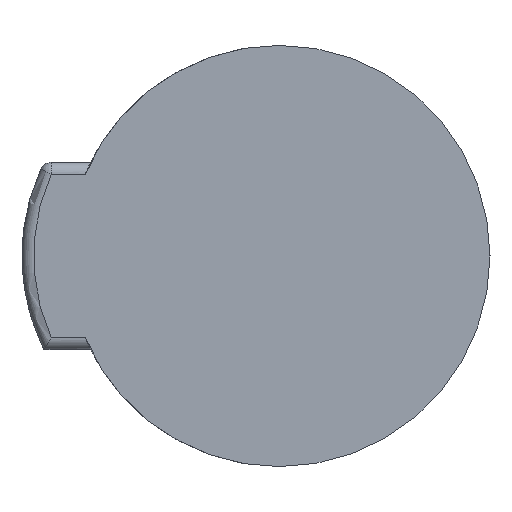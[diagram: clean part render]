
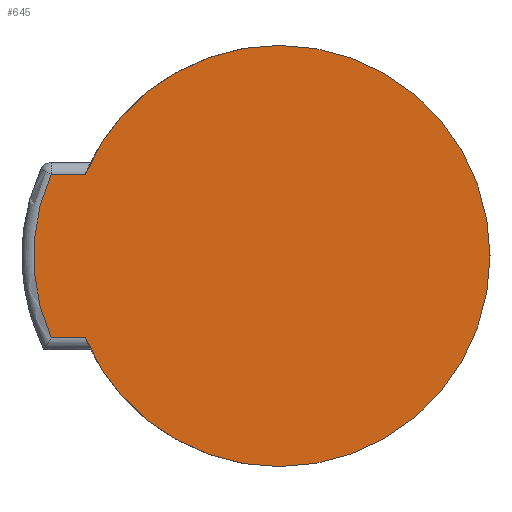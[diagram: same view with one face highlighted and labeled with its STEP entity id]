
A CAD part, left-side view. The second image highlights one B-rep face of the part: STEP entity #645.
In plain terms, the highlighted planar face has unit normal (-1, 0, 0).
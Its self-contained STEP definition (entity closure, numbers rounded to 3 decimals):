
#107 = CIRCLE ( 'NONE', #1380, 17. ) ;
#126 = EDGE_CURVE ( 'NONE', #388, #1586, #785, .T. ) ;
#134 = CARTESIAN_POINT ( 'NONE',  ( 0., 0., 0. ) ) ;
#194 = CARTESIAN_POINT ( 'NONE',  ( 0., 0., -18. ) ) ;
#209 = CARTESIAN_POINT ( 'NONE',  ( 0., 0., 0. ) ) ;
#224 = AXIS2_PLACEMENT_3D ( 'NONE', #830, #1489, #1329 ) ;
#261 = ORIENTED_EDGE ( 'NONE', *, *, #1276, .F. ) ;
#271 = VECTOR ( 'NONE', #1654, 1000. ) ;
#383 = DIRECTION ( 'NONE',  ( 0., 0., -1. ) ) ;
#388 = VERTEX_POINT ( 'NONE', #194 ) ;
#501 = VERTEX_POINT ( 'NONE', #1175 ) ;
#516 = DIRECTION ( 'NONE',  ( 0., 0., -1. ) ) ;
#535 = CARTESIAN_POINT ( 'NONE',  ( 0., 16.583, 7. ) ) ;
#566 = ORIENTED_EDGE ( 'NONE', *, *, #614, .T. ) ;
#590 = VERTEX_POINT ( 'NONE', #1351 ) ;
#610 = EDGE_LOOP ( 'NONE', ( #1481, #1385, #723, #261, #566, #1647 ) ) ;
#611 = LINE ( 'NONE', #1119, #271 ) ;
#614 = EDGE_CURVE ( 'NONE', #1410, #916, #1093, .T. ) ;
#620 = VECTOR ( 'NONE', #1196, 1000. ) ;
#645 = ADVANCED_FACE ( 'NONE', ( #835 ), #1461, .F. ) ;
#660 = DIRECTION ( 'NONE',  ( 1., 0., 0. ) ) ;
#673 = AXIS2_PLACEMENT_3D ( 'NONE', #1018, #1149, #516 ) ;
#722 = EDGE_CURVE ( 'NONE', #501, #1586, #611, .T. ) ;
#723 = ORIENTED_EDGE ( 'NONE', *, *, #812, .F. ) ;
#785 = CIRCLE ( 'NONE', #673, 18. ) ;
#794 = AXIS2_PLACEMENT_3D ( 'NONE', #209, #1530, #981 ) ;
#812 = EDGE_CURVE ( 'NONE', #590, #388, #1025, .T. ) ;
#830 = CARTESIAN_POINT ( 'NONE',  ( 0., 0., 0. ) ) ;
#835 = FACE_OUTER_BOUND ( 'NONE', #610, .T. ) ;
#842 = CARTESIAN_POINT ( 'NONE',  ( 0., 19.492, 7. ) ) ;
#916 = VERTEX_POINT ( 'NONE', #842 ) ;
#923 = CIRCLE ( 'NONE', #794, 18. ) ;
#938 = DIRECTION ( 'NONE',  ( 0., 0., -1. ) ) ;
#981 = DIRECTION ( 'NONE',  ( 0., 0., -1. ) ) ;
#1018 = CARTESIAN_POINT ( 'NONE',  ( 0., 0., 0. ) ) ;
#1025 = CIRCLE ( 'NONE', #1244, 18. ) ;
#1029 = EDGE_CURVE ( 'NONE', #916, #501, #107, .T. ) ;
#1058 = DIRECTION ( 'NONE',  ( -1., 0., 0. ) ) ;
#1076 = CARTESIAN_POINT ( 'NONE',  ( 0., 4., 0. ) ) ;
#1093 = LINE ( 'NONE', #1474, #620 ) ;
#1119 = CARTESIAN_POINT ( 'NONE',  ( 0., 16.125, -7. ) ) ;
#1149 = DIRECTION ( 'NONE',  ( 1., 0., 0. ) ) ;
#1175 = CARTESIAN_POINT ( 'NONE',  ( 0., 19.492, -7. ) ) ;
#1196 = DIRECTION ( 'NONE',  ( 0., 1., 0. ) ) ;
#1244 = AXIS2_PLACEMENT_3D ( 'NONE', #134, #660, #383 ) ;
#1276 = EDGE_CURVE ( 'NONE', #1410, #590, #923, .T. ) ;
#1310 = CARTESIAN_POINT ( 'NONE',  ( 0., 16.583, -7. ) ) ;
#1329 = DIRECTION ( 'NONE',  ( 0., 0., -1. ) ) ;
#1351 = CARTESIAN_POINT ( 'NONE',  ( 0., 0., 18. ) ) ;
#1380 = AXIS2_PLACEMENT_3D ( 'NONE', #1076, #1058, #938 ) ;
#1385 = ORIENTED_EDGE ( 'NONE', *, *, #126, .F. ) ;
#1410 = VERTEX_POINT ( 'NONE', #535 ) ;
#1461 = PLANE ( 'NONE',  #224 ) ;
#1474 = CARTESIAN_POINT ( 'NONE',  ( 0., 20.125, 7. ) ) ;
#1481 = ORIENTED_EDGE ( 'NONE', *, *, #722, .T. ) ;
#1489 = DIRECTION ( 'NONE',  ( 1., 0., 0. ) ) ;
#1530 = DIRECTION ( 'NONE',  ( 1., 0., 0. ) ) ;
#1586 = VERTEX_POINT ( 'NONE', #1310 ) ;
#1647 = ORIENTED_EDGE ( 'NONE', *, *, #1029, .T. ) ;
#1654 = DIRECTION ( 'NONE',  ( 0., -1., 0. ) ) ;
